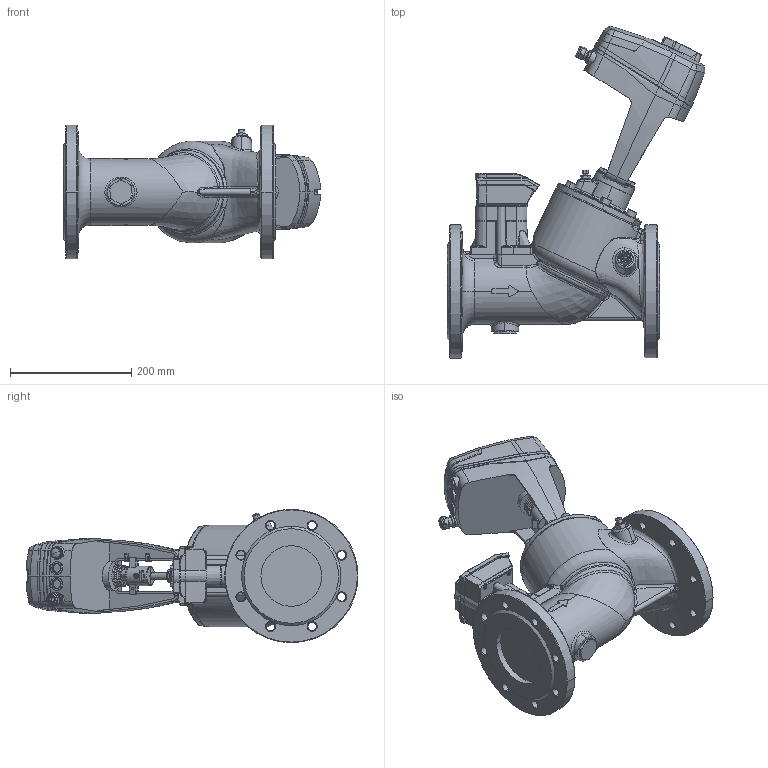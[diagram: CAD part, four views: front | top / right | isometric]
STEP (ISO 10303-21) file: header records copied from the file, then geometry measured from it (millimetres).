
FILE_DESCRIPTION (( 'STEP AP203' ), '1' );
FILE_NAME ('TA-Smart DN100 PN16.step', '2022-10-11T08:50:26', ( '' ), ( '' ), 'SwSTEP 2.0', 'SolidWorks 2019', '' );
FILE_SCHEMA (( 'CONFIG_CONTROL_DESIGN' ));
Length unit declared in the file: millimetre
Products named in the file (1): TA-Smart DN100 PN16
Bounding box: 424.57 x 547.52 x 220 mm (x, y, z)
Volume: 9943173 mm3; surface area: 776183.7 mm2
Topology: 41 solids, 42 shells, 2484 faces, 6036 edges, 3677 vertices
Faces by surface type: plane 733, cylinder 619, cone 474, bspline 334, torus 272, sphere 52
Entity records: 120297 total; most frequent: CARTESIAN_POINT 64991, ORIENTED_EDGE 11998, DIRECTION 11080, EDGE_CURVE 5999, AXIS2_PLACEMENT_3D 4414, VERTEX_POINT 3675, EDGE_LOOP 2664, FACE_OUTER_BOUND 2484
